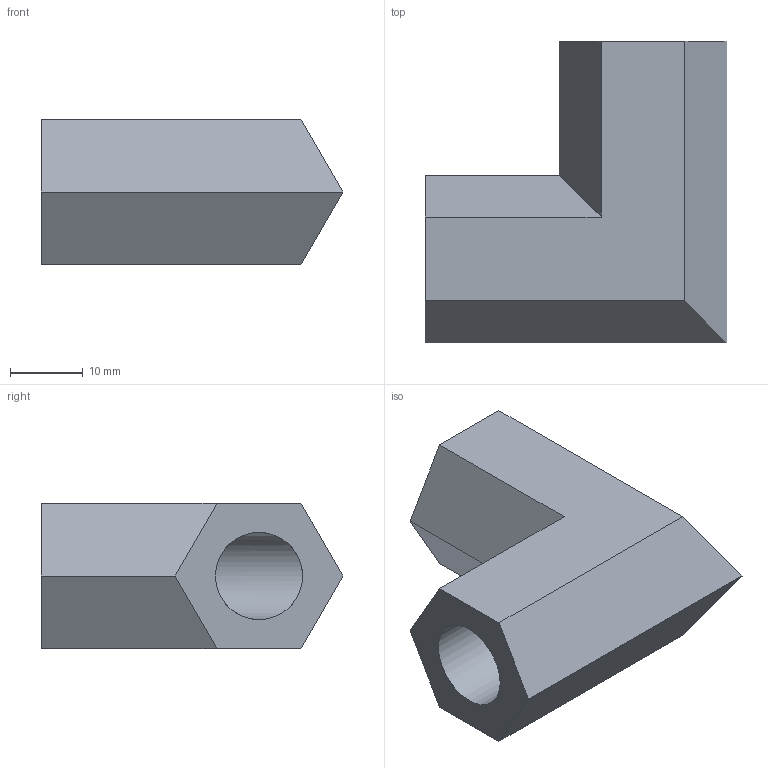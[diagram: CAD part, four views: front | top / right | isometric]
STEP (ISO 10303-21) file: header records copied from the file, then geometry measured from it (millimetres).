
FILE_DESCRIPTION(/* description */ (''),/* implementation_level */ '2;1');
FILE_NAME(/* name */ 'R2 Ry0 Ry90 S.step',/* time_stamp */ '2023-01-26T13:02:36+01:00',/* author */ (''),/* organization */ (''),/* preprocessor_version */ 'ST-DEVELOPER v19.2',/* originating_system */ 'Autodesk Translation Framework v11.17.0.187',/* authorisation */ '');
FILE_SCHEMA (('AUTOMOTIVE_DESIGN { 1 0 10303 214 3 1 1 }'));
Length unit declared in the file: millimetre
Products named in the file (1): R2 Ry0 Ry90 S
Bounding box: 41.55 x 41.55 x 20 mm (x, y, z)
Volume: 13998.8 mm3; surface area: 6885.5 mm2
Topology: 1 solids, 1 shells, 14 faces, 35 edges, 23 vertices
Faces by surface type: plane 12, cylinder 2
Full cylindrical faces by diameter (mm): 12 x2
Entity records: 460 total; most frequent: CARTESIAN_POINT 73, ORIENTED_EDGE 70, DIRECTION 70, EDGE_CURVE 35, LINE 30, VECTOR 30, VERTEX_POINT 23, AXIS2_PLACEMENT_3D 20
